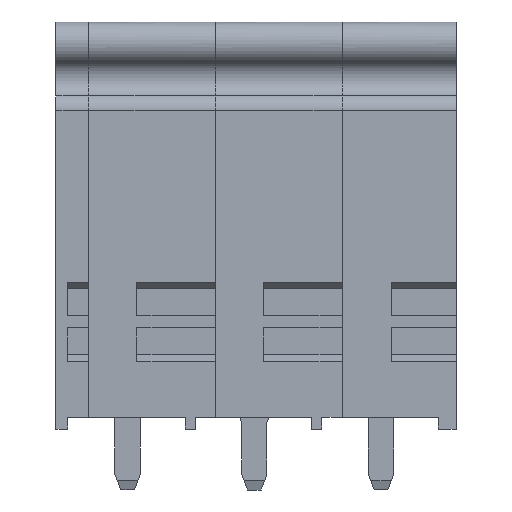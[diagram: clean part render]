
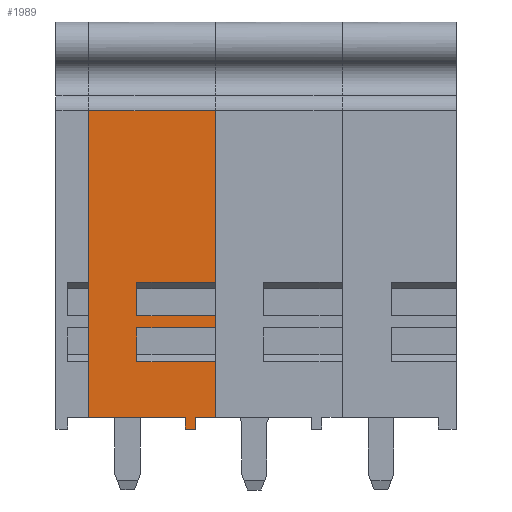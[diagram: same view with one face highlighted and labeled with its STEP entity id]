
A CAD part, front view. The second image highlights one B-rep face of the part: STEP entity #1989.
In plain terms, the highlighted planar face has unit normal (0, -1, 0).
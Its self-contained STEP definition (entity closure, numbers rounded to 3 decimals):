
#1989 = ADVANCED_FACE( '', ( #4787 ), #4788, .F. );
#4787 = FACE_OUTER_BOUND( '', #9146, .T. );
#4788 = PLANE( '', #9147 );
#9146 = EDGE_LOOP( '', ( #14965, #14966, #14967, #14968, #14969, #14970, #14971, #14972, #14973, #14974, #14975, #14976, #14977, #14978, #14979, #14980 ) );
#9147 = AXIS2_PLACEMENT_3D( '', #14981, #14982, #14983 );
#14965 = ORIENTED_EDGE( '', *, *, #25153, .T. );
#14966 = ORIENTED_EDGE( '', *, *, #25154, .F. );
#14967 = ORIENTED_EDGE( '', *, *, #25155, .T. );
#14968 = ORIENTED_EDGE( '', *, *, #25156, .T. );
#14969 = ORIENTED_EDGE( '', *, *, #25157, .F. );
#14970 = ORIENTED_EDGE( '', *, *, #24247, .F. );
#14971 = ORIENTED_EDGE( '', *, *, #25158, .T. );
#14972 = ORIENTED_EDGE( '', *, *, #25159, .T. );
#14973 = ORIENTED_EDGE( '', *, *, #25160, .F. );
#14974 = ORIENTED_EDGE( '', *, *, #25161, .T. );
#14975 = ORIENTED_EDGE( '', *, *, #24326, .T. );
#14976 = ORIENTED_EDGE( '', *, *, #25162, .F. );
#14977 = ORIENTED_EDGE( '', *, *, #25163, .F. );
#14978 = ORIENTED_EDGE( '', *, *, #25164, .F. );
#14979 = ORIENTED_EDGE( '', *, *, #25165, .T. );
#14980 = ORIENTED_EDGE( '', *, *, #25166, .T. );
#14981 = CARTESIAN_POINT( '', ( 0.6, -9.925, 11.755 ) );
#14982 = DIRECTION( '', ( 0., 1., 0. ) );
#14983 = DIRECTION( '', ( 0., 0., 1. ) );
#24247 = EDGE_CURVE( '', #28945, #28946, #28947, .T. );
#24326 = EDGE_CURVE( '', #29086, #29084, #29087, .T. );
#25153 = EDGE_CURVE( '', #30475, #30476, #30477, .T. );
#25154 = EDGE_CURVE( '', #30478, #30476, #30479, .T. );
#25155 = EDGE_CURVE( '', #30478, #30480, #30481, .T. );
#25156 = EDGE_CURVE( '', #30480, #30482, #30483, .T. );
#25157 = EDGE_CURVE( '', #28946, #30482, #30484, .T. );
#25158 = EDGE_CURVE( '', #28945, #30485, #30486, .T. );
#25159 = EDGE_CURVE( '', #30485, #30487, #30488, .T. );
#25160 = EDGE_CURVE( '', #30489, #30487, #30490, .T. );
#25161 = EDGE_CURVE( '', #30489, #29086, #30491, .T. );
#25162 = EDGE_CURVE( '', #30492, #29084, #30493, .T. );
#25163 = EDGE_CURVE( '', #30494, #30492, #30495, .T. );
#25164 = EDGE_CURVE( '', #30496, #30494, #30497, .T. );
#25165 = EDGE_CURVE( '', #30496, #30498, #30499, .T. );
#25166 = EDGE_CURVE( '', #30498, #30475, #30500, .T. );
#28945 = VERTEX_POINT( '', #35688 );
#28946 = VERTEX_POINT( '', #35689 );
#28947 = LINE( '', #35690, #35691 );
#29084 = VERTEX_POINT( '', #35883 );
#29086 = VERTEX_POINT( '', #35886 );
#29087 = LINE( '', #35887, #35888 );
#30475 = VERTEX_POINT( '', #37893 );
#30476 = VERTEX_POINT( '', #37894 );
#30477 = LINE( '', #37895, #37896 );
#30478 = VERTEX_POINT( '', #37897 );
#30479 = LINE( '', #37898, #37899 );
#30480 = VERTEX_POINT( '', #37900 );
#30481 = LINE( '', #37901, #37902 );
#30482 = VERTEX_POINT( '', #37903 );
#30483 = LINE( '', #37904, #37905 );
#30484 = LINE( '', #37906, #37907 );
#30485 = VERTEX_POINT( '', #37908 );
#30486 = LINE( '', #37909, #37910 );
#30487 = VERTEX_POINT( '', #37911 );
#30488 = LINE( '', #37912, #37913 );
#30489 = VERTEX_POINT( '', #37914 );
#30490 = LINE( '', #37915, #37916 );
#30491 = LINE( '', #37917, #37918 );
#30492 = VERTEX_POINT( '', #37919 );
#30493 = LINE( '', #37920, #37921 );
#30494 = VERTEX_POINT( '', #37922 );
#30495 = LINE( '', #37923, #37924 );
#30496 = VERTEX_POINT( '', #37925 );
#30497 = LINE( '', #37926, #37927 );
#30498 = VERTEX_POINT( '', #37928 );
#30499 = LINE( '', #37929, #37930 );
#30500 = LINE( '', #37931, #37932 );
#35688 = CARTESIAN_POINT( '', ( 1.8, -9.925, 1.615 ) );
#35689 = CARTESIAN_POINT( '', ( -2.85, -9.925, 1.615 ) );
#35690 = CARTESIAN_POINT( '', ( 1.8, -9.925, 1.615 ) );
#35691 = VECTOR( '', #44279, 1000. );
#35883 = CARTESIAN_POINT( '', ( 0., -9.925, -7.085 ) );
#35886 = CARTESIAN_POINT( '', ( 0., -9.925, -6.385 ) );
#35887 = CARTESIAN_POINT( '', ( 0., -9.925, 11.755 ) );
#35888 = VECTOR( '', #44378, 1000. );
#37893 = CARTESIAN_POINT( '', ( -2.85, -9.925, -3.085 ) );
#37894 = CARTESIAN_POINT( '', ( -2.85, -9.925, -1.085 ) );
#37895 = CARTESIAN_POINT( '', ( -2.85, -9.925, -3.085 ) );
#37896 = VECTOR( '', #45369, 1000. );
#37897 = CARTESIAN_POINT( '', ( 1.8, -9.925, -1.085 ) );
#37898 = CARTESIAN_POINT( '', ( 1.8, -9.925, -1.085 ) );
#37899 = VECTOR( '', #45370, 1000. );
#37900 = CARTESIAN_POINT( '', ( 1.8, -9.925, -0.385 ) );
#37901 = CARTESIAN_POINT( '', ( 1.8, -9.925, -0.385 ) );
#37902 = VECTOR( '', #45371, 1000. );
#37903 = CARTESIAN_POINT( '', ( -2.85, -9.925, -0.385 ) );
#37904 = CARTESIAN_POINT( '', ( 1.8, -9.925, -0.385 ) );
#37905 = VECTOR( '', #45372, 1000. );
#37906 = CARTESIAN_POINT( '', ( -2.85, -9.925, 1.615 ) );
#37907 = VECTOR( '', #45373, 1000. );
#37908 = CARTESIAN_POINT( '', ( 1.8, -9.925, 11.755 ) );
#37909 = CARTESIAN_POINT( '', ( 1.8, -9.925, 11.755 ) );
#37910 = VECTOR( '', #45374, 1000. );
#37911 = CARTESIAN_POINT( '', ( -5.7, -9.925, 11.755 ) );
#37912 = CARTESIAN_POINT( '', ( 0.6, -9.925, 11.755 ) );
#37913 = VECTOR( '', #45375, 1000. );
#37914 = CARTESIAN_POINT( '', ( -5.7, -9.925, -6.385 ) );
#37915 = CARTESIAN_POINT( '', ( -5.7, -9.925, -6.385 ) );
#37916 = VECTOR( '', #45376, 1000. );
#37917 = CARTESIAN_POINT( '', ( -5.7, -9.925, -6.385 ) );
#37918 = VECTOR( '', #45377, 1000. );
#37919 = CARTESIAN_POINT( '', ( 0.6, -9.925, -7.085 ) );
#37920 = CARTESIAN_POINT( '', ( 0.6, -9.925, -7.085 ) );
#37921 = VECTOR( '', #45378, 1000. );
#37922 = CARTESIAN_POINT( '', ( 0.6, -9.925, -6.385 ) );
#37923 = CARTESIAN_POINT( '', ( 0.6, -9.925, 11.755 ) );
#37924 = VECTOR( '', #45379, 1000. );
#37925 = CARTESIAN_POINT( '', ( 1.8, -9.925, -6.385 ) );
#37926 = CARTESIAN_POINT( '', ( 1.8, -9.925, -6.385 ) );
#37927 = VECTOR( '', #45380, 1000. );
#37928 = CARTESIAN_POINT( '', ( 1.8, -9.925, -3.085 ) );
#37929 = CARTESIAN_POINT( '', ( 1.8, -9.925, -3.085 ) );
#37930 = VECTOR( '', #45381, 1000. );
#37931 = CARTESIAN_POINT( '', ( 1.8, -9.925, -3.085 ) );
#37932 = VECTOR( '', #45382, 1000. );
#44279 = DIRECTION( '', ( -1., 0., 0. ) );
#44378 = DIRECTION( '', ( 0., 0., -1. ) );
#45369 = DIRECTION( '', ( 0., 0., 1. ) );
#45370 = DIRECTION( '', ( -1., 0., 0. ) );
#45371 = DIRECTION( '', ( 0., 0., 1. ) );
#45372 = DIRECTION( '', ( -1., 0., 0. ) );
#45373 = DIRECTION( '', ( 0., 0., -1. ) );
#45374 = DIRECTION( '', ( 0., 0., 1. ) );
#45375 = DIRECTION( '', ( -1., 0., 0. ) );
#45376 = DIRECTION( '', ( 0., 0., 1. ) );
#45377 = DIRECTION( '', ( 1., 0., 0. ) );
#45378 = DIRECTION( '', ( -1., 0., 0. ) );
#45379 = DIRECTION( '', ( 0., 0., -1. ) );
#45380 = DIRECTION( '', ( -1., 0., 0. ) );
#45381 = DIRECTION( '', ( 0., 0., 1. ) );
#45382 = DIRECTION( '', ( -1., 0., 0. ) );
